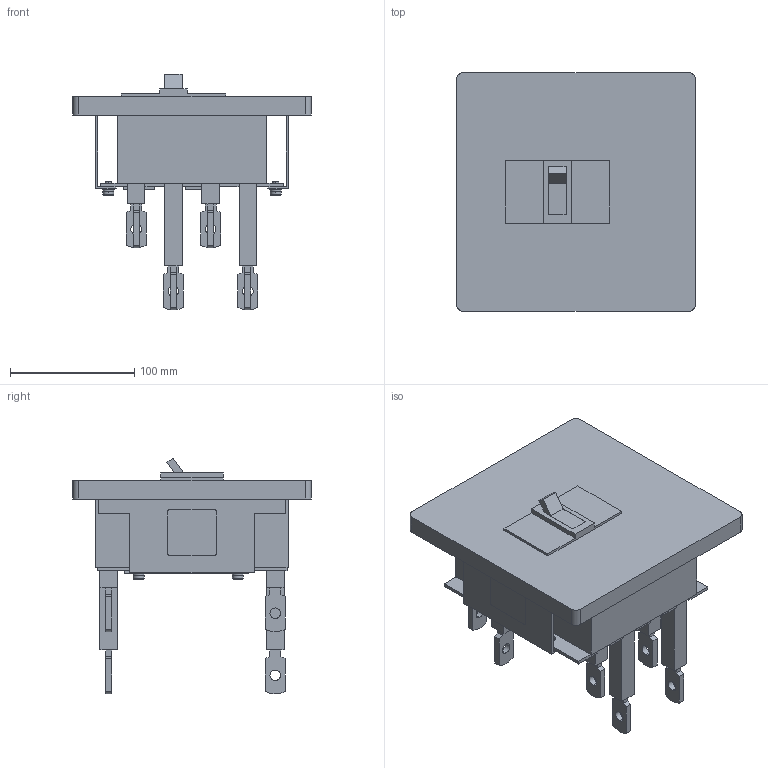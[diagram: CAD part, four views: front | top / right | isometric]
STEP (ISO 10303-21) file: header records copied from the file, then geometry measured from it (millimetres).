
FILE_DESCRIPTION(('CoCreate Modeling STEP Export'),'2;1');
FILE_NAME('Ｓ１００ＮＦ４Ｐ.stp','2016-03-31T14:02:31',(''),(''),'CoCreate Modeling STEP processor for AP214 (Solid Model)','CoCreate Modeling 17.0 01-Apr-2010 (C) Parametric Technology GmbH','');
FILE_SCHEMA(('AUTOMOTIVE_DESIGN { 1 0 10303 214 1 1 1 1 }'));
Length unit declared in the file: millimetre
Products named in the file (15): P3.2; P5.1; P4; P4.1; P2.5; P2.7; P2.1; P2.3; P1; P2; P2.2; P2.4; P2.6; P4.2; Ｓ１００ＮＦ４Ｐ
Assembly tree (20 placements, depth 2):
  Ｓ１００ＮＦ４Ｐ
    P3.2  x4
    P5.1  x4
    P4.2
    P2.6
    P2.4
    P2.2
    P2
    P1
    P2.3
    P2.1
    P2.7
    P2.5
    P4.1
    P4
Bounding box: 192 x 192 x 190 mm (x, y, z)
Volume: 1766843.9 mm3; surface area: 230607.6 mm2
Topology: 20 solids, 20 shells, 387 faces, 930 edges, 606 vertices
Faces by surface type: plane 231, cylinder 124, torus 24, cone 8
Entity records: 10184 total; most frequent: ORIENTED_EDGE 1596, CARTESIAN_POINT 1526, DIRECTION 1416, EDGE_CURVE 798, VECTOR 580, LINE 580, VERTEX_POINT 528, AXIS2_PLACEMENT_3D 418
